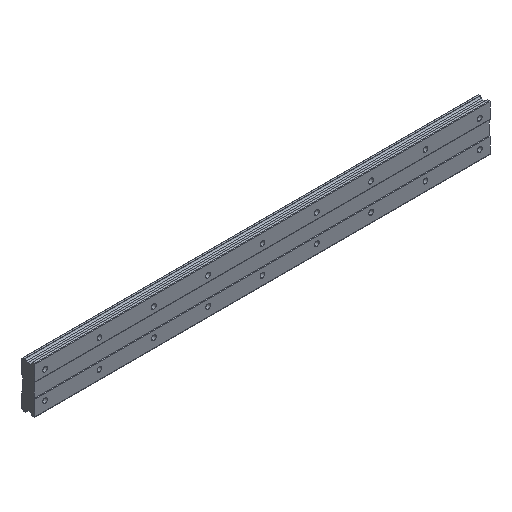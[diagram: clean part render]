
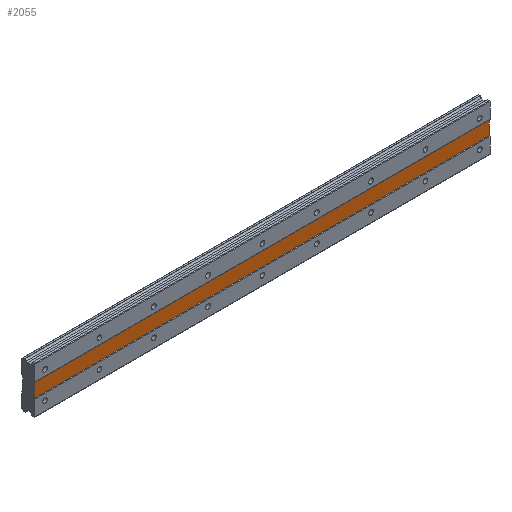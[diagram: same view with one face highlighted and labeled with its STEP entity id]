
A CAD part, isometric view. The second image highlights one B-rep face of the part: STEP entity #2055.
In plain terms, the highlighted planar face has unit normal (0, -1, 0).
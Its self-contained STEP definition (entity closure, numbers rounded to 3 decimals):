
#10 = CARTESIAN_POINT ( 'NONE',  ( 655., 1., -10. ) ) ;
#49 = ORIENTED_EDGE ( 'NONE', *, *, #3826, .T. ) ;
#70 = VERTEX_POINT ( 'NONE', #1576 ) ;
#142 = LINE ( 'NONE', #3514, #1677 ) ;
#210 = EDGE_LOOP ( 'NONE', ( #2843, #865, #3084, #49 ) ) ;
#255 = VECTOR ( 'NONE', #1198, 1000. ) ;
#595 = DIRECTION ( 'NONE',  ( 0., 0., 1. ) ) ;
#620 = LINE ( 'NONE', #1502, #2457 ) ;
#653 = EDGE_CURVE ( 'NONE', #3696, #70, #142, .T. ) ;
#865 = ORIENTED_EDGE ( 'NONE', *, *, #653, .F. ) ;
#1198 = DIRECTION ( 'NONE',  ( -1., 0., 0. ) ) ;
#1199 = EDGE_CURVE ( 'NONE', #70, #3663, #2710, .T. ) ;
#1350 = FACE_OUTER_BOUND ( 'NONE', #210, .T. ) ;
#1502 = CARTESIAN_POINT ( 'NONE',  ( -15., 1., 34.482 ) ) ;
#1576 = CARTESIAN_POINT ( 'NONE',  ( 655., 1., -10. ) ) ;
#1677 = VECTOR ( 'NONE', #2916, 1000. ) ;
#1858 = AXIS2_PLACEMENT_3D ( 'NONE', #3455, #2871, #595 ) ;
#2055 = ADVANCED_FACE ( 'NONE', ( #1350 ), #2559, .F. ) ;
#2131 = EDGE_CURVE ( 'NONE', #3696, #3824, #3324, .T. ) ;
#2138 = DIRECTION ( 'NONE',  ( 0., 0., -1. ) ) ;
#2289 = DIRECTION ( 'NONE',  ( -1., 0., 0. ) ) ;
#2457 = VECTOR ( 'NONE', #2138, 1000. ) ;
#2559 = PLANE ( 'NONE',  #1858 ) ;
#2622 = CARTESIAN_POINT ( 'NONE',  ( 655., 1., 10. ) ) ;
#2677 = CARTESIAN_POINT ( 'NONE',  ( -15., 1., 10. ) ) ;
#2710 = LINE ( 'NONE', #10, #255 ) ;
#2843 = ORIENTED_EDGE ( 'NONE', *, *, #1199, .F. ) ;
#2871 = DIRECTION ( 'NONE',  ( 0., 1., 0. ) ) ;
#2898 = CARTESIAN_POINT ( 'NONE',  ( -15., 1., -10. ) ) ;
#2905 = CARTESIAN_POINT ( 'NONE',  ( 655., 1., 10. ) ) ;
#2916 = DIRECTION ( 'NONE',  ( 0., 0., -1. ) ) ;
#3084 = ORIENTED_EDGE ( 'NONE', *, *, #2131, .T. ) ;
#3324 = LINE ( 'NONE', #2905, #3550 ) ;
#3455 = CARTESIAN_POINT ( 'NONE',  ( 655., 1., 10. ) ) ;
#3514 = CARTESIAN_POINT ( 'NONE',  ( 655., 1., 34.482 ) ) ;
#3550 = VECTOR ( 'NONE', #2289, 1000. ) ;
#3663 = VERTEX_POINT ( 'NONE', #2898 ) ;
#3696 = VERTEX_POINT ( 'NONE', #2622 ) ;
#3824 = VERTEX_POINT ( 'NONE', #2677 ) ;
#3826 = EDGE_CURVE ( 'NONE', #3824, #3663, #620, .T. ) ;
